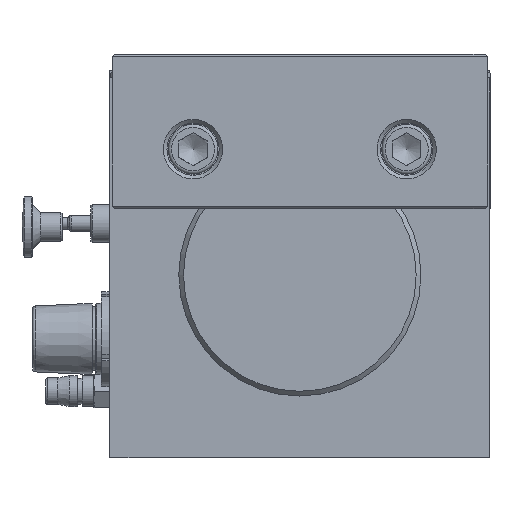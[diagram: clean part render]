
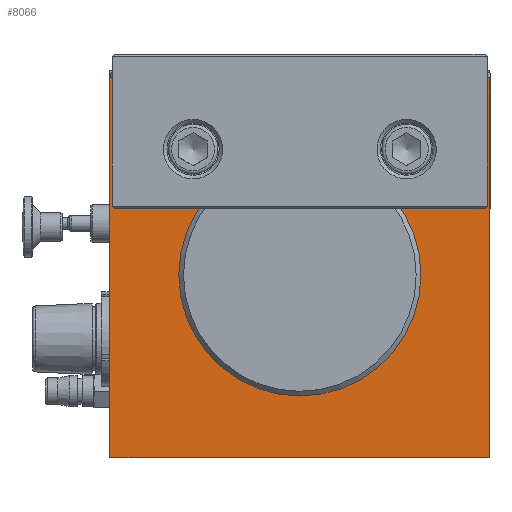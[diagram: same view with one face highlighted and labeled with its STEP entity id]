
A CAD part, front view. The second image highlights one B-rep face of the part: STEP entity #8066.
In plain terms, the highlighted planar face has unit normal (0, -1, 0).
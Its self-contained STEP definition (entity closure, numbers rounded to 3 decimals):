
#447=FACE_BOUND('',#1256,.T.);
#448=FACE_BOUND('',#1257,.T.);
#449=FACE_BOUND('',#1258,.T.);
#528=PLANE('',#8812);
#791=FACE_OUTER_BOUND('',#1255,.T.);
#1255=EDGE_LOOP('',(#5597,#5598,#5599,#5600));
#1256=EDGE_LOOP('',(#5601));
#1257=EDGE_LOOP('',(#5602));
#1258=EDGE_LOOP('',(#5603));
#1800=LINE('',#12270,#2500);
#1801=LINE('',#12272,#2501);
#1802=LINE('',#12274,#2502);
#1803=LINE('',#12275,#2503);
#2500=VECTOR('',#9738,10.);
#2501=VECTOR('',#9739,10.);
#2502=VECTOR('',#9740,10.);
#2503=VECTOR('',#9741,10.);
#3199=CIRCLE('',#8809,7.918);
#3202=CIRCLE('',#8813,7.918);
#3203=CIRCLE('',#8814,51.);
#3593=VERTEX_POINT('',#12260);
#3596=VERTEX_POINT('',#12268);
#3597=VERTEX_POINT('',#12269);
#3598=VERTEX_POINT('',#12271);
#3599=VERTEX_POINT('',#12273);
#3600=VERTEX_POINT('',#12276);
#3601=VERTEX_POINT('',#12278);
#4392=EDGE_CURVE('',#3593,#3593,#3199,.T.);
#4396=EDGE_CURVE('',#3596,#3597,#1800,.T.);
#4397=EDGE_CURVE('',#3598,#3596,#1801,.T.);
#4398=EDGE_CURVE('',#3599,#3598,#1802,.T.);
#4399=EDGE_CURVE('',#3597,#3599,#1803,.T.);
#4400=EDGE_CURVE('',#3600,#3600,#3202,.T.);
#4401=EDGE_CURVE('',#3601,#3601,#3203,.T.);
#5597=ORIENTED_EDGE('',*,*,#4396,.F.);
#5598=ORIENTED_EDGE('',*,*,#4397,.F.);
#5599=ORIENTED_EDGE('',*,*,#4398,.F.);
#5600=ORIENTED_EDGE('',*,*,#4399,.F.);
#5601=ORIENTED_EDGE('',*,*,#4400,.F.);
#5602=ORIENTED_EDGE('',*,*,#4401,.T.);
#5603=ORIENTED_EDGE('',*,*,#4392,.F.);
#8066=ADVANCED_FACE('',(#791,#447,#448,#449),#528,.T.);
#8809=AXIS2_PLACEMENT_3D('',#12261,#9729,#9730);
#8812=AXIS2_PLACEMENT_3D('',#12267,#9736,#9737);
#8813=AXIS2_PLACEMENT_3D('',#12277,#9742,#9743);
#8814=AXIS2_PLACEMENT_3D('',#12279,#9744,#9745);
#9729=DIRECTION('center_axis',(0.,-1.,0.));
#9730=DIRECTION('ref_axis',(-1.,0.,0.));
#9736=DIRECTION('center_axis',(0.,-1.,0.));
#9737=DIRECTION('ref_axis',(0.,0.,-1.));
#9738=DIRECTION('',(-1.,0.,0.));
#9739=DIRECTION('',(0.,0.,-1.));
#9740=DIRECTION('',(1.,0.,0.));
#9741=DIRECTION('',(0.,0.,1.));
#9742=DIRECTION('center_axis',(0.,-1.,0.));
#9743=DIRECTION('ref_axis',(-1.,0.,0.));
#9744=DIRECTION('center_axis',(0.,1.,0.));
#9745=DIRECTION('ref_axis',(-1.,0.,0.));
#12260=CARTESIAN_POINT('',(52.918,0.,130.));
#12261=CARTESIAN_POINT('Origin',(45.,0.,130.));
#12267=CARTESIAN_POINT('Origin',(0.,0.,160.));
#12268=CARTESIAN_POINT('',(80.,0.,0.));
#12269=CARTESIAN_POINT('',(-80.,0.,0.));
#12270=CARTESIAN_POINT('',(0.,0.,0.));
#12271=CARTESIAN_POINT('',(80.,0.,160.));
#12272=CARTESIAN_POINT('',(80.,0.,160.));
#12273=CARTESIAN_POINT('',(-80.,0.,160.));
#12274=CARTESIAN_POINT('',(0.,0.,160.));
#12275=CARTESIAN_POINT('',(-80.,0.,160.));
#12276=CARTESIAN_POINT('',(-37.083,0.,130.));
#12277=CARTESIAN_POINT('Origin',(-45.,0.,130.));
#12278=CARTESIAN_POINT('',(51.,0.,77.));
#12279=CARTESIAN_POINT('Origin',(0.,0.,77.));
